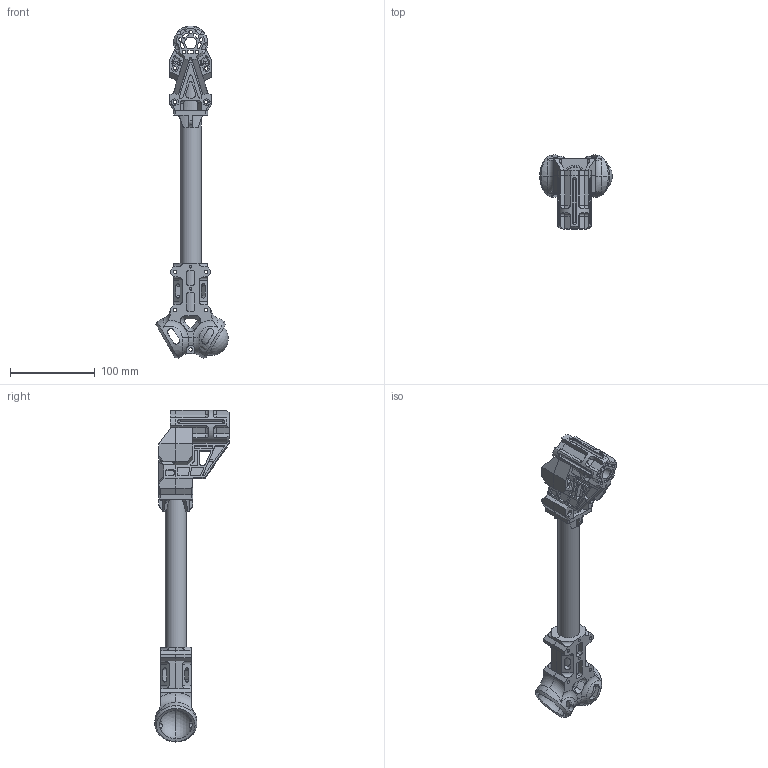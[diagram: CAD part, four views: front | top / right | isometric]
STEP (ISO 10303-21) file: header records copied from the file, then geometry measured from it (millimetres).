
FILE_DESCRIPTION(/* description */ (''),/* implementation_level */ '2;1');
FILE_NAME(/* name */ 'leg_2.stp',/* time_stamp */ '2020-10-11T21:38:58+08:00',/* author */ ('Shuang Peng'),/* organization */ (''),/* preprocessor_version */ 'ST-DEVELOPER v18',/* originating_system */ 'Autodesk Inventor 2020',/* authorisation */ '');
FILE_SCHEMA (('AUTOMOTIVE_DESIGN { 1 0 10303 214 3 1 1 }'));
Length unit declared in the file: millimetre
Products named in the file (8): sub_leg_1_lit; joint_connector_4_lit; joint_connector_5_lit; carbon_fiber_25_21_300; joint_connector_6; foot_ass; legend_40mm; foot_1
Assembly tree (8 placements, depth 3):
  sub_leg_1_lit
    joint_connector_4_lit
    joint_connector_5_lit
    carbon_fiber_25_21_300
    joint_connector_6
    foot_ass
      legend_40mm
      foot_1  x2
Bounding box: 85.46 x 87.9 x 391.6 mm (x, y, z)
Volume: 310460.6 mm3; surface area: 151951.3 mm2
Topology: 7 solids, 7 shells, 779 faces, 2206 edges, 1450 vertices
Faces by surface type: plane 392, cylinder 310, torus 24, cone 24, bspline 20, sphere 9
Full cylindrical faces by diameter (mm): 3 x8, 4 x10, 4.2 x22, 14 x2, 21 x1, 25 x1, 25.2 x1
Entity records: 23908 total; most frequent: CARTESIAN_POINT 5867, ORIENTED_EDGE 3760, DIRECTION 3666, EDGE_CURVE 1880, AXIS2_PLACEMENT_3D 1272, VERTEX_POINT 1242, LINE 1122, VECTOR 1122
